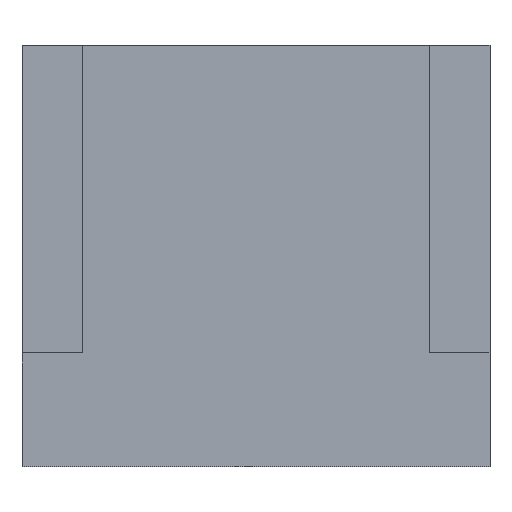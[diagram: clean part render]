
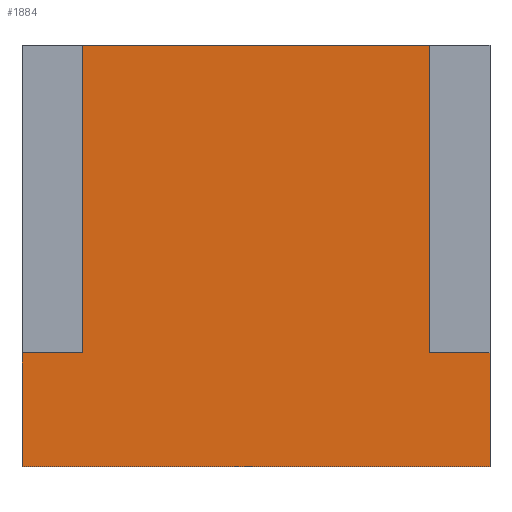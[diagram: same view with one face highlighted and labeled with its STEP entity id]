
A CAD part, front view. The second image highlights one B-rep face of the part: STEP entity #1884.
In plain terms, the highlighted planar face has unit normal (0, -1, 0).
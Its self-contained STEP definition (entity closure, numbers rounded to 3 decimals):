
#62=PLANE('',#2010);
#152=FACE_OUTER_BOUND('',#264,.T.);
#264=EDGE_LOOP('',(#1441,#1442,#1443,#1444,#1445,#1446,#1447,#1448));
#372=LINE('',#2628,#613);
#391=LINE('',#2667,#632);
#446=LINE('',#2787,#687);
#449=LINE('',#2793,#690);
#450=LINE('',#2795,#691);
#451=LINE('',#2796,#692);
#452=LINE('',#2798,#693);
#453=LINE('',#2799,#694);
#613=VECTOR('',#2138,10.);
#632=VECTOR('',#2159,10.);
#687=VECTOR('',#2246,10.);
#690=VECTOR('',#2251,10.);
#691=VECTOR('',#2252,10.);
#692=VECTOR('',#2253,10.);
#693=VECTOR('',#2254,10.);
#694=VECTOR('',#2255,10.);
#884=VERTEX_POINT('',#2625);
#885=VERTEX_POINT('',#2627);
#903=VERTEX_POINT('',#2664);
#904=VERTEX_POINT('',#2666);
#953=VERTEX_POINT('',#2786);
#955=VERTEX_POINT('',#2792);
#956=VERTEX_POINT('',#2794);
#957=VERTEX_POINT('',#2797);
#1066=EDGE_CURVE('',#884,#885,#372,.T.);
#1085=EDGE_CURVE('',#903,#904,#391,.T.);
#1145=EDGE_CURVE('',#953,#904,#446,.T.);
#1148=EDGE_CURVE('',#903,#955,#449,.T.);
#1149=EDGE_CURVE('',#955,#956,#450,.T.);
#1150=EDGE_CURVE('',#885,#956,#451,.T.);
#1151=EDGE_CURVE('',#884,#957,#452,.T.);
#1152=EDGE_CURVE('',#957,#953,#453,.T.);
#1441=ORIENTED_EDGE('',*,*,#1148,.T.);
#1442=ORIENTED_EDGE('',*,*,#1149,.T.);
#1443=ORIENTED_EDGE('',*,*,#1150,.F.);
#1444=ORIENTED_EDGE('',*,*,#1066,.F.);
#1445=ORIENTED_EDGE('',*,*,#1151,.T.);
#1446=ORIENTED_EDGE('',*,*,#1152,.T.);
#1447=ORIENTED_EDGE('',*,*,#1145,.T.);
#1448=ORIENTED_EDGE('',*,*,#1085,.F.);
#1884=ADVANCED_FACE('',(#152),#62,.T.);
#2010=AXIS2_PLACEMENT_3D('',#2791,#2249,#2250);
#2138=DIRECTION('',(-1.,0.,0.));
#2159=DIRECTION('',(1.,0.,0.));
#2246=DIRECTION('',(0.,0.,1.));
#2249=DIRECTION('center_axis',(0.,-1.,0.));
#2250=DIRECTION('ref_axis',(1.,0.,0.));
#2251=DIRECTION('',(0.,0.,-1.));
#2252=DIRECTION('',(-1.,0.,0.));
#2253=DIRECTION('',(0.,0.,1.));
#2254=DIRECTION('',(0.,0.,1.));
#2255=DIRECTION('',(-1.,0.,0.));
#2625=CARTESIAN_POINT('',(70.,0.,-47.));
#2627=CARTESIAN_POINT('',(0.,0.,-47.));
#2628=CARTESIAN_POINT('',(17.5,0.,-47.));
#2664=CARTESIAN_POINT('',(9.,0.,16.));
#2666=CARTESIAN_POINT('',(61.,0.,16.));
#2667=CARTESIAN_POINT('',(17.5,0.,16.));
#2786=CARTESIAN_POINT('',(61.,0.,-30.));
#2787=CARTESIAN_POINT('',(61.,0.,13.5));
#2791=CARTESIAN_POINT('Origin',(0.,0.,0.));
#2792=CARTESIAN_POINT('',(9.,0.,-30.));
#2793=CARTESIAN_POINT('',(9.,0.,10.));
#2794=CARTESIAN_POINT('',(0.,0.,-30.));
#2795=CARTESIAN_POINT('',(2.25,0.,-30.));
#2796=CARTESIAN_POINT('',(0.,0.,0.));
#2797=CARTESIAN_POINT('',(70.,0.,-30.));
#2798=CARTESIAN_POINT('',(70.,0.,0.));
#2799=CARTESIAN_POINT('',(32.75,0.,-30.));
